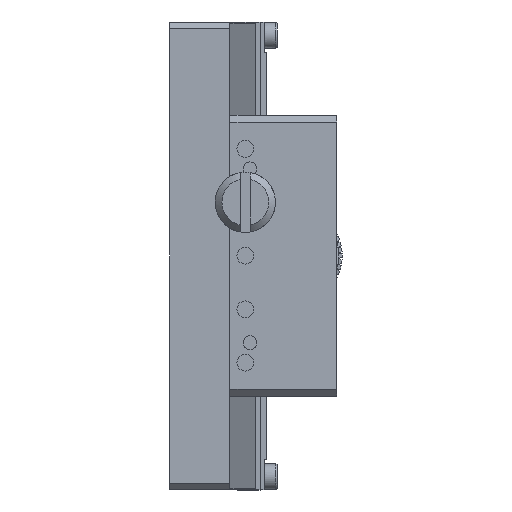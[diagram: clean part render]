
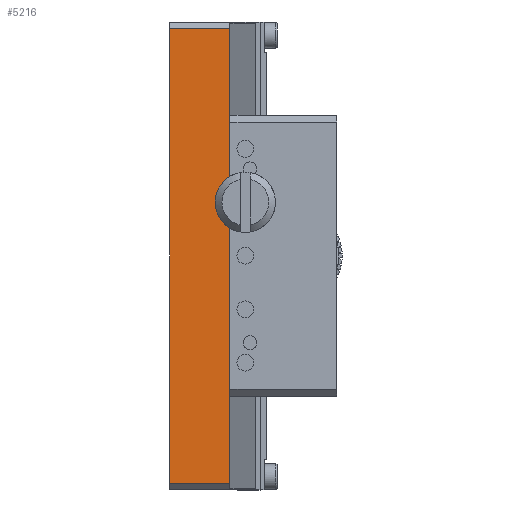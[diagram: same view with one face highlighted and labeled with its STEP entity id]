
A CAD part, left-side view. The second image highlights one B-rep face of the part: STEP entity #5216.
In plain terms, the highlighted planar face has unit normal (-1, 0, 0).
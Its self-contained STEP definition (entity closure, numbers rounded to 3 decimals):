
#5216 = ADVANCED_FACE ( 'NONE', ( #51795 ), #90595, .F. ) ;
#5973 = VECTOR ( 'NONE', #65285, 1000. ) ;
#10050 = VECTOR ( 'NONE', #122437, 1000. ) ;
#14199 = CARTESIAN_POINT ( 'NONE',  ( -12.5, 17., 0.645 ) ) ;
#16561 = AXIS2_PLACEMENT_3D ( 'NONE', #30252, #50564, #107832 ) ;
#17823 = VERTEX_POINT ( 'NONE', #14199 ) ;
#18501 = VERTEX_POINT ( 'NONE', #35067 ) ;
#23223 = CARTESIAN_POINT ( 'NONE',  ( -12.5, 26., 0.645 ) ) ;
#25759 = LINE ( 'NONE', #51826, #10050 ) ;
#30252 = CARTESIAN_POINT ( 'NONE',  ( -12.5, 17., 69.645 ) ) ;
#31475 = ORIENTED_EDGE ( 'NONE', *, *, #71539, .F. ) ;
#32538 = LINE ( 'NONE', #51589, #99061 ) ;
#35067 = CARTESIAN_POINT ( 'NONE',  ( -12.5, 17., 68.645 ) ) ;
#41509 = EDGE_CURVE ( 'NONE', #18501, #17823, #74818, .T. ) ;
#43075 = EDGE_CURVE ( 'NONE', #47082, #105923, #25759, .T. ) ;
#46453 = CARTESIAN_POINT ( 'NONE',  ( -12.5, 26., 68.645 ) ) ;
#47082 = VERTEX_POINT ( 'NONE', #46453 ) ;
#50564 = DIRECTION ( 'NONE',  ( 1., 0., 0. ) ) ;
#50976 = DIRECTION ( 'NONE',  ( 0., 1., 0. ) ) ;
#51589 = CARTESIAN_POINT ( 'NONE',  ( -12.5, 17., 0.645 ) ) ;
#51795 = FACE_OUTER_BOUND ( 'NONE', #106220, .T. ) ;
#51826 = CARTESIAN_POINT ( 'NONE',  ( -12.5, 26., 69.645 ) ) ;
#56659 = LINE ( 'NONE', #95468, #106177 ) ;
#64047 = ORIENTED_EDGE ( 'NONE', *, *, #43075, .T. ) ;
#65285 = DIRECTION ( 'NONE',  ( 0., 0., -1. ) ) ;
#71539 = EDGE_CURVE ( 'NONE', #47082, #18501, #56659, .T. ) ;
#73857 = DIRECTION ( 'NONE',  ( 0., -1., 0. ) ) ;
#74818 = LINE ( 'NONE', #113657, #5973 ) ;
#81833 = ORIENTED_EDGE ( 'NONE', *, *, #41509, .F. ) ;
#90595 = PLANE ( 'NONE',  #16561 ) ;
#92692 = EDGE_CURVE ( 'NONE', #17823, #105923, #32538, .T. ) ;
#95468 = CARTESIAN_POINT ( 'NONE',  ( -12.5, 17., 68.645 ) ) ;
#99061 = VECTOR ( 'NONE', #50976, 1000. ) ;
#105923 = VERTEX_POINT ( 'NONE', #23223 ) ;
#106177 = VECTOR ( 'NONE', #73857, 1000. ) ;
#106220 = EDGE_LOOP ( 'NONE', ( #125138, #81833, #31475, #64047 ) ) ;
#107832 = DIRECTION ( 'NONE',  ( 0., 0., -1. ) ) ;
#113657 = CARTESIAN_POINT ( 'NONE',  ( -12.5, 17., 69.645 ) ) ;
#122437 = DIRECTION ( 'NONE',  ( 0., 0., -1. ) ) ;
#125138 = ORIENTED_EDGE ( 'NONE', *, *, #92692, .F. ) ;
